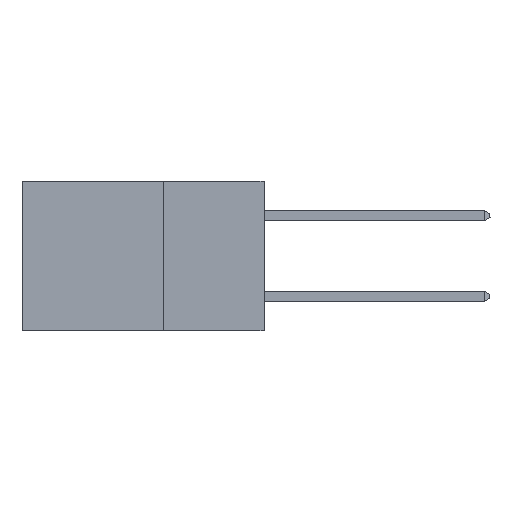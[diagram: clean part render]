
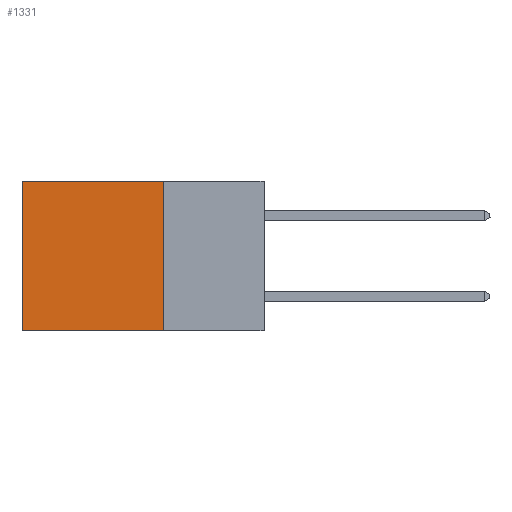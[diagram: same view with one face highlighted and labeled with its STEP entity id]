
A CAD part, left-side view. The second image highlights one B-rep face of the part: STEP entity #1331.
In plain terms, the highlighted planar face has unit normal (-1, 0, 0).
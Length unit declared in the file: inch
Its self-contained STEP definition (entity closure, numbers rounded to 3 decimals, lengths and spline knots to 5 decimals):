
#57 = ORIENTED_EDGE ( 'NONE', *, *, #11113, .F. ) ;
#269 = DIRECTION ( 'NONE',  ( 1., 0., 0. ) ) ;
#448 = ORIENTED_EDGE ( 'NONE', *, *, #10000, .T. ) ;
#616 = EDGE_CURVE ( 'NONE', #12714, #7831, #11187, .T. ) ;
#1331 = ADVANCED_FACE ( 'NONE', ( #9121 ), #9566, .F. ) ;
#1581 = DIRECTION ( 'NONE',  ( 0., 0., -1. ) ) ;
#2066 = CARTESIAN_POINT ( 'NONE',  ( 0.298, 0.25, 0. ) ) ;
#2162 = CARTESIAN_POINT ( 'NONE',  ( 0.298, 0.25, -0.37 ) ) ;
#3056 = VECTOR ( 'NONE', #13117, 39.37008 ) ;
#3423 = VECTOR ( 'NONE', #6942, 39.37008 ) ;
#3976 = VECTOR ( 'NONE', #9481, 39.37008 ) ;
#4448 = VERTEX_POINT ( 'NONE', #2162 ) ;
#4734 = VECTOR ( 'NONE', #13623, 39.37008 ) ;
#5659 = CARTESIAN_POINT ( 'NONE',  ( 0.298, 0.6, 0. ) ) ;
#5960 = CARTESIAN_POINT ( 'NONE',  ( 0.298, 0.25, 0. ) ) ;
#6066 = CARTESIAN_POINT ( 'NONE',  ( 0.298, 0.6, 0. ) ) ;
#6762 = ORIENTED_EDGE ( 'NONE', *, *, #616, .T. ) ;
#6942 = DIRECTION ( 'NONE',  ( 0., 0., -1. ) ) ;
#7595 = LINE ( 'NONE', #2066, #3976 ) ;
#7831 = VERTEX_POINT ( 'NONE', #6066 ) ;
#7948 = CARTESIAN_POINT ( 'NONE',  ( 0.298, 0.25, 0. ) ) ;
#9121 = FACE_OUTER_BOUND ( 'NONE', #15691, .T. ) ;
#9481 = DIRECTION ( 'NONE',  ( 0., 0., -1. ) ) ;
#9566 = PLANE ( 'NONE',  #12239 ) ;
#9711 = VERTEX_POINT ( 'NONE', #13500 ) ;
#10000 = EDGE_CURVE ( 'NONE', #7831, #9711, #11761, .T. ) ;
#11113 = EDGE_CURVE ( 'NONE', #4448, #9711, #13824, .T. ) ;
#11187 = LINE ( 'NONE', #5960, #3056 ) ;
#11306 = EDGE_CURVE ( 'NONE', #12714, #4448, #7595, .T. ) ;
#11761 = LINE ( 'NONE', #5659, #3423 ) ;
#12182 = ORIENTED_EDGE ( 'NONE', *, *, #11306, .F. ) ;
#12239 = AXIS2_PLACEMENT_3D ( 'NONE', #14794, #269, #1581 ) ;
#12714 = VERTEX_POINT ( 'NONE', #7948 ) ;
#13117 = DIRECTION ( 'NONE',  ( 0., 1., 0. ) ) ;
#13500 = CARTESIAN_POINT ( 'NONE',  ( 0.298, 0.6, -0.37 ) ) ;
#13623 = DIRECTION ( 'NONE',  ( 0., 1., 0. ) ) ;
#13779 = CARTESIAN_POINT ( 'NONE',  ( 0.298, 0.25, -0.37 ) ) ;
#13824 = LINE ( 'NONE', #13779, #4734 ) ;
#14794 = CARTESIAN_POINT ( 'NONE',  ( 0.298, 0.25, 0. ) ) ;
#15691 = EDGE_LOOP ( 'NONE', ( #448, #57, #12182, #6762 ) ) ;
